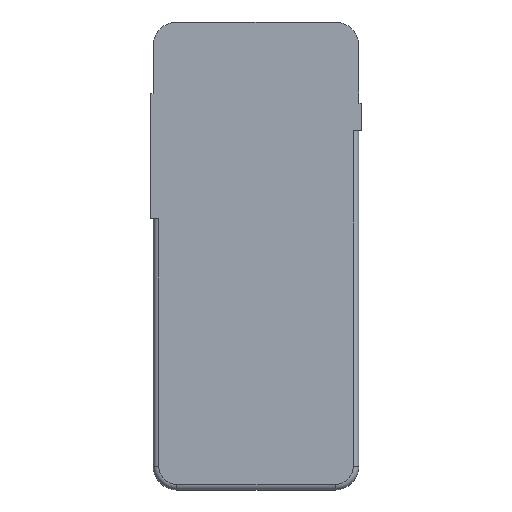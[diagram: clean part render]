
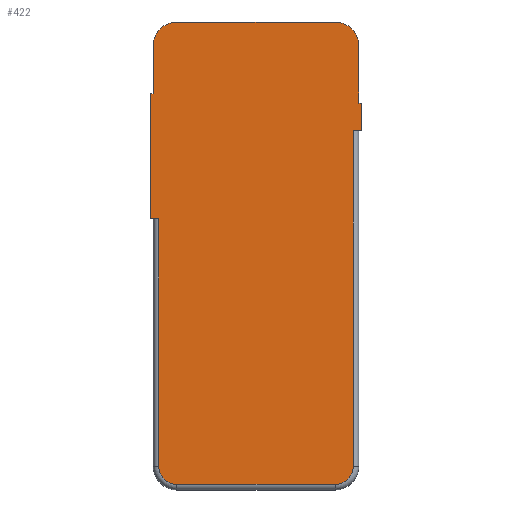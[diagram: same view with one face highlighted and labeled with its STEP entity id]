
A CAD part, top view. The second image highlights one B-rep face of the part: STEP entity #422.
In plain terms, the highlighted planar face has unit normal (0, 0, 1).
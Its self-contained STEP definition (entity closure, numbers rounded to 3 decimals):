
#27=PLANE('',#475);
#52=FACE_OUTER_BOUND('',#75,.T.);
#75=EDGE_LOOP('',(#362,#363,#364,#365,#366,#367,#368,#369,#370,#371,#372,
#373,#374,#375,#376,#377));
#77=LINE('',#606,#120);
#79=LINE('',#620,#122);
#81=LINE('',#632,#124);
#94=LINE('',#663,#137);
#97=LINE('',#669,#140);
#100=LINE('',#673,#143);
#102=LINE('',#678,#145);
#105=LINE('',#684,#148);
#108=LINE('',#690,#151);
#111=LINE('',#696,#154);
#115=LINE('',#708,#158);
#119=LINE('',#718,#162);
#120=VECTOR('',#483,10.);
#122=VECTOR('',#499,10.);
#124=VECTOR('',#513,10.);
#137=VECTOR('',#542,10.);
#140=VECTOR('',#547,10.);
#143=VECTOR('',#552,10.);
#145=VECTOR('',#556,10.);
#148=VECTOR('',#561,10.);
#151=VECTOR('',#566,10.);
#154=VECTOR('',#571,10.);
#158=VECTOR('',#583,10.);
#162=VECTOR('',#595,10.);
#166=CIRCLE('',#443,6.5);
#170=CIRCLE('',#449,6.5);
#176=CIRCLE('',#469,8.5);
#178=CIRCLE('',#473,8.5);
#180=VERTEX_POINT('',#603);
#181=VERTEX_POINT('',#605);
#184=VERTEX_POINT('',#612);
#186=VERTEX_POINT('',#618);
#188=VERTEX_POINT('',#624);
#190=VERTEX_POINT('',#630);
#199=VERTEX_POINT('',#660);
#200=VERTEX_POINT('',#662);
#202=VERTEX_POINT('',#668);
#204=VERTEX_POINT('',#677);
#206=VERTEX_POINT('',#683);
#208=VERTEX_POINT('',#689);
#210=VERTEX_POINT('',#695);
#212=VERTEX_POINT('',#701);
#214=VERTEX_POINT('',#707);
#216=VERTEX_POINT('',#713);
#218=EDGE_CURVE('',#180,#181,#77,.T.);
#222=EDGE_CURVE('',#184,#180,#166,.T.);
#225=EDGE_CURVE('',#186,#184,#79,.T.);
#228=EDGE_CURVE('',#188,#186,#170,.T.);
#231=EDGE_CURVE('',#190,#188,#81,.T.);
#246=EDGE_CURVE('',#200,#199,#94,.T.);
#249=EDGE_CURVE('',#202,#200,#97,.T.);
#252=EDGE_CURVE('',#190,#202,#100,.T.);
#254=EDGE_CURVE('',#204,#181,#102,.T.);
#257=EDGE_CURVE('',#206,#204,#105,.T.);
#260=EDGE_CURVE('',#208,#206,#108,.T.);
#263=EDGE_CURVE('',#210,#208,#111,.T.);
#266=EDGE_CURVE('',#212,#210,#176,.T.);
#269=EDGE_CURVE('',#214,#212,#115,.T.);
#272=EDGE_CURVE('',#216,#214,#178,.T.);
#275=EDGE_CURVE('',#199,#216,#119,.T.);
#362=ORIENTED_EDGE('',*,*,#252,.T.);
#363=ORIENTED_EDGE('',*,*,#249,.T.);
#364=ORIENTED_EDGE('',*,*,#246,.T.);
#365=ORIENTED_EDGE('',*,*,#275,.T.);
#366=ORIENTED_EDGE('',*,*,#272,.T.);
#367=ORIENTED_EDGE('',*,*,#269,.T.);
#368=ORIENTED_EDGE('',*,*,#266,.T.);
#369=ORIENTED_EDGE('',*,*,#263,.T.);
#370=ORIENTED_EDGE('',*,*,#260,.T.);
#371=ORIENTED_EDGE('',*,*,#257,.T.);
#372=ORIENTED_EDGE('',*,*,#254,.T.);
#373=ORIENTED_EDGE('',*,*,#218,.F.);
#374=ORIENTED_EDGE('',*,*,#222,.F.);
#375=ORIENTED_EDGE('',*,*,#225,.F.);
#376=ORIENTED_EDGE('',*,*,#228,.F.);
#377=ORIENTED_EDGE('',*,*,#231,.F.);
#422=ADVANCED_FACE('',(#52),#27,.T.);
#443=AXIS2_PLACEMENT_3D('',#614,#491,#492);
#449=AXIS2_PLACEMENT_3D('',#626,#505,#506);
#469=AXIS2_PLACEMENT_3D('',#702,#577,#578);
#473=AXIS2_PLACEMENT_3D('',#714,#589,#590);
#475=AXIS2_PLACEMENT_3D('',#719,#596,#597);
#483=DIRECTION('',(0.,1.,0.));
#491=DIRECTION('center_axis',(0.,0.,-1.));
#492=DIRECTION('ref_axis',(-0.707,-0.707,0.));
#499=DIRECTION('',(-1.,0.,0.));
#505=DIRECTION('center_axis',(0.,0.,-1.));
#506=DIRECTION('ref_axis',(0.707,-0.707,0.));
#513=DIRECTION('',(0.,-1.,0.));
#542=DIRECTION('',(-1.,0.,0.));
#547=DIRECTION('',(0.,1.,0.));
#552=DIRECTION('',(1.,0.,0.));
#556=DIRECTION('',(1.,0.,0.));
#561=DIRECTION('',(0.,-1.,0.));
#566=DIRECTION('',(-1.,0.,0.));
#571=DIRECTION('',(0.,-1.,0.));
#577=DIRECTION('center_axis',(0.,0.,1.));
#578=DIRECTION('ref_axis',(0.,1.,0.));
#583=DIRECTION('',(-1.,0.,0.));
#589=DIRECTION('center_axis',(0.,0.,1.));
#590=DIRECTION('ref_axis',(1.,0.,0.));
#595=DIRECTION('',(0.,1.,0.));
#596=DIRECTION('center_axis',(0.,0.,1.));
#597=DIRECTION('ref_axis',(1.,0.,0.));
#603=CARTESIAN_POINT('',(-34.985,-75.69,9.69));
#605=CARTESIAN_POINT('',(-34.985,13.342,9.69));
#606=CARTESIAN_POINT('',(-34.985,6.671,9.69));
#612=CARTESIAN_POINT('',(-28.485,-82.19,9.69));
#614=CARTESIAN_POINT('Origin',(-28.485,-75.69,9.69));
#618=CARTESIAN_POINT('',(28.485,-82.19,9.69));
#620=CARTESIAN_POINT('',(-14.243,-82.19,9.69));
#624=CARTESIAN_POINT('',(34.985,-75.69,9.69));
#626=CARTESIAN_POINT('Origin',(28.485,-75.69,9.69));
#630=CARTESIAN_POINT('',(34.985,45.014,9.69));
#632=CARTESIAN_POINT('',(34.985,-37.845,9.69));
#660=CARTESIAN_POINT('',(36.985,55.014,9.69));
#662=CARTESIAN_POINT('',(37.985,55.014,9.69));
#663=CARTESIAN_POINT('',(36.985,55.014,9.69));
#668=CARTESIAN_POINT('',(37.985,45.014,9.69));
#669=CARTESIAN_POINT('',(37.985,55.014,9.69));
#673=CARTESIAN_POINT('',(37.985,45.014,9.69));
#677=CARTESIAN_POINT('',(-37.985,13.342,9.69));
#678=CARTESIAN_POINT('',(-36.985,13.342,9.69));
#683=CARTESIAN_POINT('',(-37.985,58.342,9.69));
#684=CARTESIAN_POINT('',(-37.985,58.342,9.69));
#689=CARTESIAN_POINT('',(-36.985,58.342,9.69));
#690=CARTESIAN_POINT('',(-36.985,58.342,9.69));
#695=CARTESIAN_POINT('',(-36.985,75.69,9.69));
#696=CARTESIAN_POINT('',(-36.985,0.,9.69));
#701=CARTESIAN_POINT('',(-28.485,84.19,9.69));
#702=CARTESIAN_POINT('Origin',(-28.485,75.69,9.69));
#707=CARTESIAN_POINT('',(28.485,84.19,9.69));
#708=CARTESIAN_POINT('',(28.485,84.19,9.69));
#713=CARTESIAN_POINT('',(36.985,75.69,9.69));
#714=CARTESIAN_POINT('Origin',(28.485,75.69,9.69));
#718=CARTESIAN_POINT('',(36.985,0.,9.69));
#719=CARTESIAN_POINT('Origin',(0.,0.,9.69));
